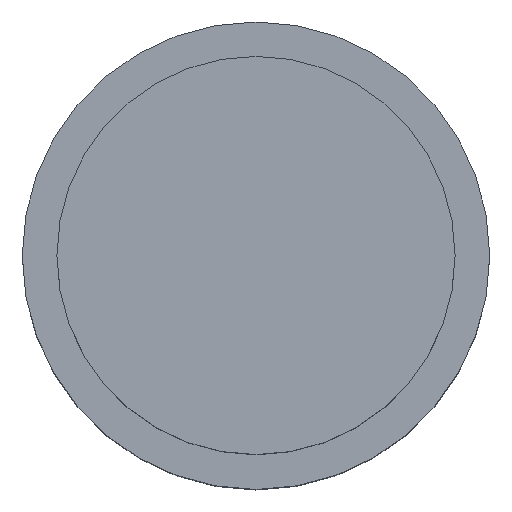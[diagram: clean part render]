
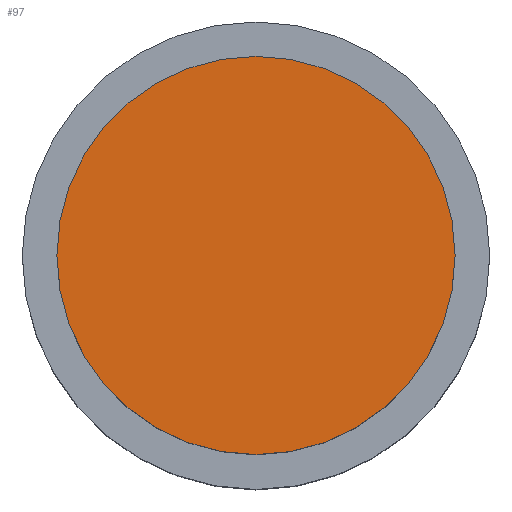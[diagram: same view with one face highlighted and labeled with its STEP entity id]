
A CAD part, top view. The second image highlights one B-rep face of the part: STEP entity #97.
In plain terms, the highlighted planar face has unit normal (0, 0, 1).
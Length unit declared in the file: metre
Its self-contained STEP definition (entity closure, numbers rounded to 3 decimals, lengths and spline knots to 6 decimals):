
#18=PLANE('',#173);
#29=ORIENTED_EDGE('',*,*,#38,.T.);
#38=EDGE_CURVE('',#45,#45,#52,.T.);
#45=VERTEX_POINT('',#226);
#52=CIRCLE('',#172,0.00575);
#64=EDGE_LOOP('',(#29));
#78=FACE_BOUND('',#64,.T.);
#97=ADVANCED_FACE('Face appearance 3',(#78),#18,.T.);
#172=AXIS2_PLACEMENT_3D('',#225,#199,#200);
#173=AXIS2_PLACEMENT_3D('',#227,#201,#202);
#199=DIRECTION('',(0.,0.,1.));
#200=DIRECTION('',(1.,0.,0.));
#201=DIRECTION('',(0.,0.,1.));
#202=DIRECTION('',(1.,0.,0.));
#225=CARTESIAN_POINT('',(0.,0.,0.0218));
#226=CARTESIAN_POINT('',(0.00575,0.,0.0218));
#227=CARTESIAN_POINT('',(0.,0.,0.0218));
